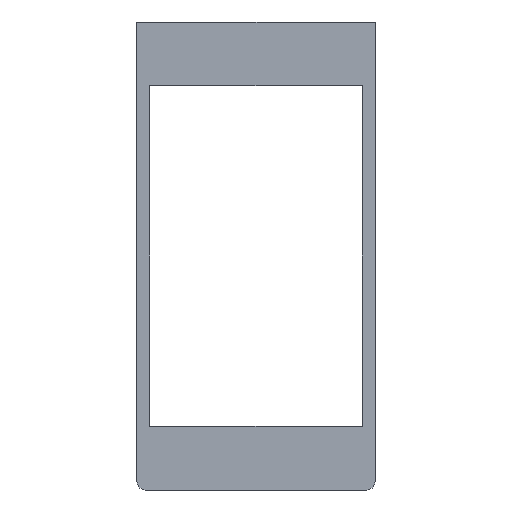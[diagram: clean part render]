
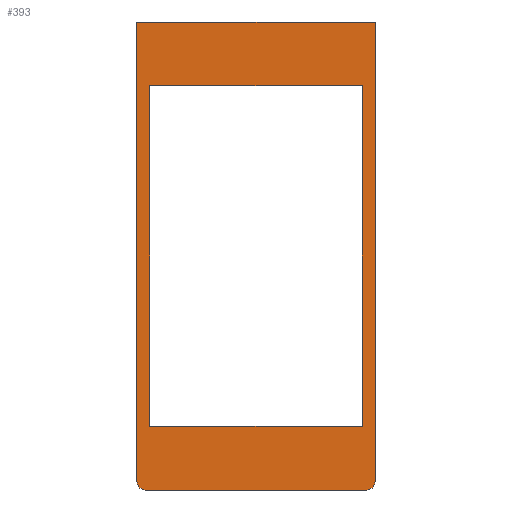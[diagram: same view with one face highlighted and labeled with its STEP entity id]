
A CAD part, front view. The second image highlights one B-rep face of the part: STEP entity #393.
In plain terms, the highlighted planar face has unit normal (0, -1, 0).
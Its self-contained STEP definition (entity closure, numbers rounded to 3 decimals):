
#15=FACE_BOUND('',#74,.T.);
#18=CIRCLE('',#430,2.);
#20=CIRCLE('',#435,2.);
#33=PLANE('',#444);
#53=FACE_OUTER_BOUND('',#73,.T.);
#73=EDGE_LOOP('',(#345,#346,#347,#348,#349,#350));
#74=EDGE_LOOP('',(#351,#352,#353,#354));
#84=LINE('',#570,#130);
#99=LINE('',#607,#145);
#105=LINE('',#622,#151);
#107=LINE('',#626,#153);
#115=LINE('',#644,#161);
#119=LINE('',#653,#165);
#121=LINE('',#656,#167);
#122=LINE('',#657,#168);
#130=VECTOR('',#463,10.);
#145=VECTOR('',#494,10.);
#151=VECTOR('',#510,10.);
#153=VECTOR('',#516,10.);
#161=VECTOR('',#532,10.);
#165=VECTOR('',#538,10.);
#167=VECTOR('',#542,10.);
#168=VECTOR('',#543,10.);
#181=VERTEX_POINT('',#567);
#182=VERTEX_POINT('',#569);
#193=VERTEX_POINT('',#597);
#194=VERTEX_POINT('',#599);
#196=VERTEX_POINT('',#605);
#200=VERTEX_POINT('',#617);
#205=VERTEX_POINT('',#641);
#206=VERTEX_POINT('',#643);
#209=VERTEX_POINT('',#650);
#210=VERTEX_POINT('',#652);
#218=EDGE_CURVE('',#181,#182,#84,.T.);
#233=EDGE_CURVE('',#193,#194,#18,.T.);
#237=EDGE_CURVE('',#196,#193,#99,.T.);
#242=EDGE_CURVE('',#200,#196,#20,.T.);
#245=EDGE_CURVE('',#200,#182,#105,.T.);
#247=EDGE_CURVE('',#194,#181,#107,.T.);
#255=EDGE_CURVE('',#205,#206,#115,.T.);
#259=EDGE_CURVE('',#209,#210,#119,.T.);
#261=EDGE_CURVE('',#206,#209,#121,.T.);
#262=EDGE_CURVE('',#210,#205,#122,.T.);
#345=ORIENTED_EDGE('',*,*,#233,.F.);
#346=ORIENTED_EDGE('',*,*,#237,.F.);
#347=ORIENTED_EDGE('',*,*,#242,.F.);
#348=ORIENTED_EDGE('',*,*,#245,.T.);
#349=ORIENTED_EDGE('',*,*,#218,.F.);
#350=ORIENTED_EDGE('',*,*,#247,.F.);
#351=ORIENTED_EDGE('',*,*,#261,.F.);
#352=ORIENTED_EDGE('',*,*,#255,.F.);
#353=ORIENTED_EDGE('',*,*,#262,.F.);
#354=ORIENTED_EDGE('',*,*,#259,.F.);
#393=ADVANCED_FACE('',(#53,#15),#33,.F.);
#430=AXIS2_PLACEMENT_3D('',#600,#487,#488);
#435=AXIS2_PLACEMENT_3D('',#618,#504,#505);
#444=AXIS2_PLACEMENT_3D('',#655,#540,#541);
#463=DIRECTION('',(1.,0.,0.));
#487=DIRECTION('center_axis',(0.,1.,0.));
#488=DIRECTION('ref_axis',(-0.707,0.,-0.707));
#494=DIRECTION('',(-1.,0.,0.));
#504=DIRECTION('center_axis',(0.,1.,0.));
#505=DIRECTION('ref_axis',(0.707,0.,-0.707));
#510=DIRECTION('',(0.,0.,1.));
#516=DIRECTION('',(0.,0.,1.));
#532=DIRECTION('',(0.,0.,1.));
#538=DIRECTION('',(0.,0.,-1.));
#540=DIRECTION('center_axis',(0.,1.,0.));
#541=DIRECTION('ref_axis',(0.,0.,1.));
#542=DIRECTION('',(-1.,0.,0.));
#543=DIRECTION('',(1.,0.,0.));
#567=CARTESIAN_POINT('',(-28.,0.,55.));
#569=CARTESIAN_POINT('',(28.,0.,55.));
#570=CARTESIAN_POINT('',(-28.,0.,55.));
#597=CARTESIAN_POINT('',(-26.,0.,-55.));
#599=CARTESIAN_POINT('',(-28.,0.,-53.));
#600=CARTESIAN_POINT('Origin',(-26.,0.,-53.));
#605=CARTESIAN_POINT('',(26.,0.,-55.));
#607=CARTESIAN_POINT('',(28.,0.,-55.));
#617=CARTESIAN_POINT('',(28.,0.,-53.));
#618=CARTESIAN_POINT('Origin',(26.,0.,-53.));
#622=CARTESIAN_POINT('',(28.,0.,43.));
#626=CARTESIAN_POINT('',(-28.,0.,-43.));
#641=CARTESIAN_POINT('',(25.,0.,-40.));
#643=CARTESIAN_POINT('',(25.,0.,40.));
#644=CARTESIAN_POINT('',(25.,0.,-40.));
#650=CARTESIAN_POINT('',(-25.,0.,40.));
#652=CARTESIAN_POINT('',(-25.,0.,-40.));
#653=CARTESIAN_POINT('',(-25.,0.,40.));
#655=CARTESIAN_POINT('Origin',(0.,0.,0.));
#656=CARTESIAN_POINT('',(25.,0.,40.));
#657=CARTESIAN_POINT('',(-25.,0.,-40.));
